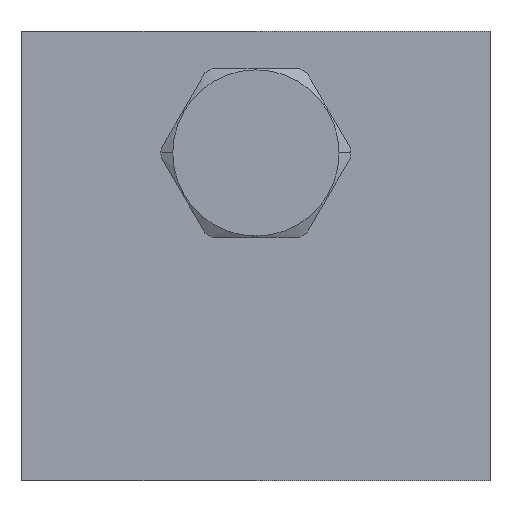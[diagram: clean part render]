
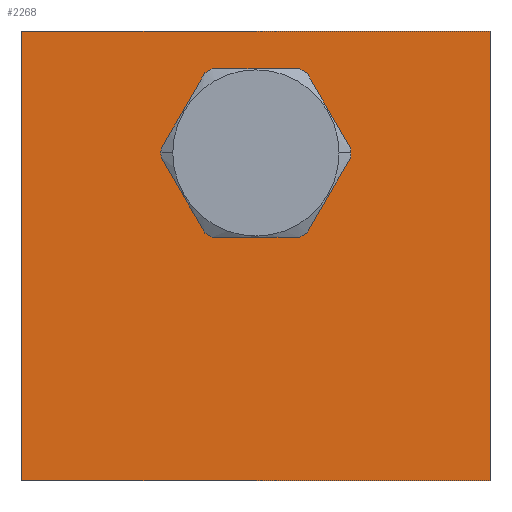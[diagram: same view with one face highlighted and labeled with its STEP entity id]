
A CAD part, front view. The second image highlights one B-rep face of the part: STEP entity #2268.
In plain terms, the highlighted planar face has unit normal (0, -1, 0).
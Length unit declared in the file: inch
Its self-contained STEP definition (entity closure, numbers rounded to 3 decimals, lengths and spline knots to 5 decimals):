
#5=DIRECTION('',(1.,0.,0.));
#6=VECTOR('',#5,3.125);
#7=CARTESIAN_POINT('',(0.,-4.,0.));
#8=LINE('',#7,#6);
#75=DIRECTION('',(0.,0.,1.));
#76=VECTOR('',#75,3.);
#77=CARTESIAN_POINT('',(3.125,-4.,0.));
#78=LINE('',#77,#76);
#89=DIRECTION('',(0.,0.,1.));
#90=VECTOR('',#89,3.);
#91=CARTESIAN_POINT('',(0.,-4.,0.));
#92=LINE('',#91,#90);
#93=CARTESIAN_POINT('',(1.562,-4.,2.188));
#94=DIRECTION('',(0.,1.,0.));
#95=DIRECTION('',(0.,0.,-1.));
#96=AXIS2_PLACEMENT_3D('',#93,#94,#95);
#98=CARTESIAN_POINT('',(1.562,-4.,2.188));
#99=DIRECTION('',(0.,1.,0.));
#100=DIRECTION('',(0.,0.,1.));
#101=AXIS2_PLACEMENT_3D('',#98,#99,#100);
#115=DIRECTION('',(1.,0.,0.));
#116=VECTOR('',#115,3.125);
#117=CARTESIAN_POINT('',(0.,-4.,3.));
#118=LINE('',#117,#116);
#1830=CARTESIAN_POINT('',(0.,-4.,0.));
#1832=VERTEX_POINT('',#1830);
#1833=CARTESIAN_POINT('',(3.125,-4.,0.));
#1834=VERTEX_POINT('',#1833);
#1838=CARTESIAN_POINT('',(0.,-4.,3.));
#1840=VERTEX_POINT('',#1838);
#1841=CARTESIAN_POINT('',(3.125,-4.,3.));
#1842=VERTEX_POINT('',#1841);
#1985=CARTESIAN_POINT('',(1.562,-4.,1.648));
#1986=CARTESIAN_POINT('',(1.562,-4.,2.728));
#1987=VERTEX_POINT('',#1985);
#1988=VERTEX_POINT('',#1986);
#2250=CARTESIAN_POINT('',(0.,-4.,0.));
#2251=DIRECTION('',(0.,-1.,0.));
#2252=DIRECTION('',(1.,0.,0.));
#2253=AXIS2_PLACEMENT_3D('',#2250,#2251,#2252);
#2254=PLANE('',#2253);
#2255=ORIENTED_EDGE('',*,*,#2162,.F.);
#2256=ORIENTED_EDGE('',*,*,#2193,.T.);
#2258=ORIENTED_EDGE('',*,*,#2257,.T.);
#2259=ORIENTED_EDGE('',*,*,#2236,.F.);
#2260=EDGE_LOOP('',(#2255,#2256,#2258,#2259));
#2261=FACE_OUTER_BOUND('',#2260,.F.);
#2263=ORIENTED_EDGE('',*,*,#2262,.F.);
#2265=ORIENTED_EDGE('',*,*,#2264,.F.);
#2266=EDGE_LOOP('',(#2263,#2265));
#2267=FACE_BOUND('',#2266,.F.);
#2268=ADVANCED_FACE('',(#2261,#2267),#2254,.T.);
#97=CIRCLE('',#96,0.54);
#102=CIRCLE('',#101,0.54);
#2162=EDGE_CURVE('',#1832,#1834,#8,.T.);
#2193=EDGE_CURVE('',#1832,#1840,#92,.T.);
#2236=EDGE_CURVE('',#1834,#1842,#78,.T.);
#2257=EDGE_CURVE('',#1840,#1842,#118,.T.);
#2262=EDGE_CURVE('',#1987,#1988,#97,.T.);
#2264=EDGE_CURVE('',#1988,#1987,#102,.T.);
